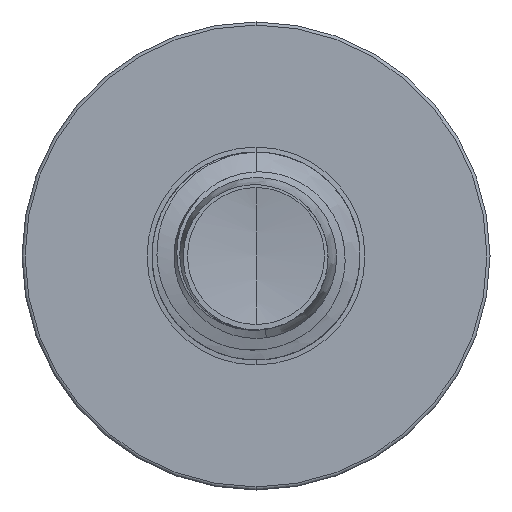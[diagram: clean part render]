
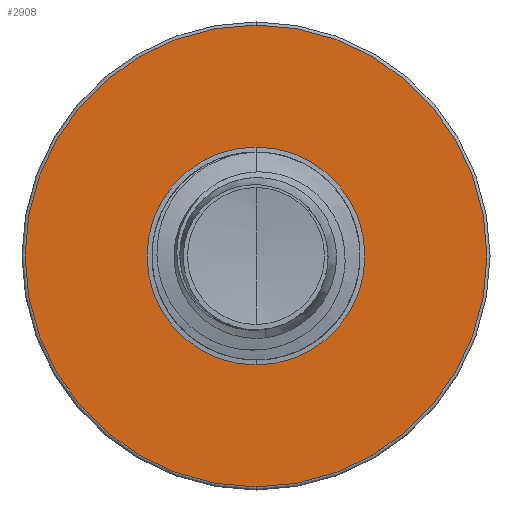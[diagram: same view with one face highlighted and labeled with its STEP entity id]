
A CAD part, front view. The second image highlights one B-rep face of the part: STEP entity #2908.
In plain terms, the highlighted planar face has unit normal (0, -1, 0).
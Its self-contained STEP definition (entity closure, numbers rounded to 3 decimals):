
#2806 = CIRCLE ( 'NONE', #21961, 4.192 ) ;
#2908 = ADVANCED_FACE ( 'NONE', ( #16388, #21452 ), #19450, .F. ) ;
#4803 = AXIS2_PLACEMENT_3D ( 'NONE', #21639, #5557, #24085 ) ;
#5429 = CARTESIAN_POINT ( 'NONE',  ( 0., 22.5, -8.88 ) ) ;
#5557 = DIRECTION ( 'NONE',  ( 0., 1., 0. ) ) ;
#6982 = AXIS2_PLACEMENT_3D ( 'NONE', #28076, #13168, #30598 ) ;
#9942 = ORIENTED_EDGE ( 'NONE', *, *, #26975, .T. ) ;
#11020 = VERTEX_POINT ( 'NONE', #12262 ) ;
#11855 = AXIS2_PLACEMENT_3D ( 'NONE', #28512, #13676, #31081 ) ;
#12262 = CARTESIAN_POINT ( 'NONE',  ( 0., 22.5, 8.88 ) ) ;
#13073 = VERTEX_POINT ( 'NONE', #13642 ) ;
#13168 = DIRECTION ( 'NONE',  ( 0., 1., 0. ) ) ;
#13642 = CARTESIAN_POINT ( 'NONE',  ( 0., 22.5, -4.192 ) ) ;
#13676 = DIRECTION ( 'NONE',  ( 0., 1., 0. ) ) ;
#13852 = AXIS2_PLACEMENT_3D ( 'NONE', #19863, #20781, #19205 ) ;
#14199 = CIRCLE ( 'NONE', #4803, 4.192 ) ;
#14695 = DIRECTION ( 'NONE',  ( 0., 1., 0. ) ) ;
#14831 = CARTESIAN_POINT ( 'NONE',  ( 0., 22.5, 4.192 ) ) ;
#16248 = ORIENTED_EDGE ( 'NONE', *, *, #29626, .F. ) ;
#16388 = FACE_OUTER_BOUND ( 'NONE', #29190, .T. ) ;
#19180 = EDGE_LOOP ( 'NONE', ( #9942, #25127 ) ) ;
#19205 = DIRECTION ( 'NONE',  ( 0., 0., 1. ) ) ;
#19450 = PLANE ( 'NONE',  #13852 ) ;
#19863 = CARTESIAN_POINT ( 'NONE',  ( 0., 22.5, -4.192 ) ) ;
#19972 = EDGE_CURVE ( 'NONE', #11020, #29841, #31444, .T. ) ;
#20781 = DIRECTION ( 'NONE',  ( 0., 1., 0. ) ) ;
#21236 = EDGE_CURVE ( 'NONE', #13073, #30650, #2806, .T. ) ;
#21452 = FACE_BOUND ( 'NONE', #19180, .T. ) ;
#21639 = CARTESIAN_POINT ( 'NONE',  ( 0., 22.5, 0. ) ) ;
#21961 = AXIS2_PLACEMENT_3D ( 'NONE', #29448, #14695, #32096 ) ;
#22074 = ORIENTED_EDGE ( 'NONE', *, *, #19972, .F. ) ;
#24085 = DIRECTION ( 'NONE',  ( 0., 0., 1. ) ) ;
#25127 = ORIENTED_EDGE ( 'NONE', *, *, #21236, .T. ) ;
#26975 = EDGE_CURVE ( 'NONE', #30650, #13073, #14199, .T. ) ;
#27061 = CIRCLE ( 'NONE', #11855, 8.88 ) ;
#28076 = CARTESIAN_POINT ( 'NONE',  ( 0., 22.5, 0. ) ) ;
#28512 = CARTESIAN_POINT ( 'NONE',  ( 0., 22.5, 0. ) ) ;
#29190 = EDGE_LOOP ( 'NONE', ( #22074, #16248 ) ) ;
#29448 = CARTESIAN_POINT ( 'NONE',  ( 0., 22.5, 0. ) ) ;
#29626 = EDGE_CURVE ( 'NONE', #29841, #11020, #27061, .T. ) ;
#29841 = VERTEX_POINT ( 'NONE', #5429 ) ;
#30598 = DIRECTION ( 'NONE',  ( 0., 0., 1. ) ) ;
#30650 = VERTEX_POINT ( 'NONE', #14831 ) ;
#31081 = DIRECTION ( 'NONE',  ( 0., 0., 1. ) ) ;
#31444 = CIRCLE ( 'NONE', #6982, 8.88 ) ;
#32096 = DIRECTION ( 'NONE',  ( 0., 0., 1. ) ) ;
